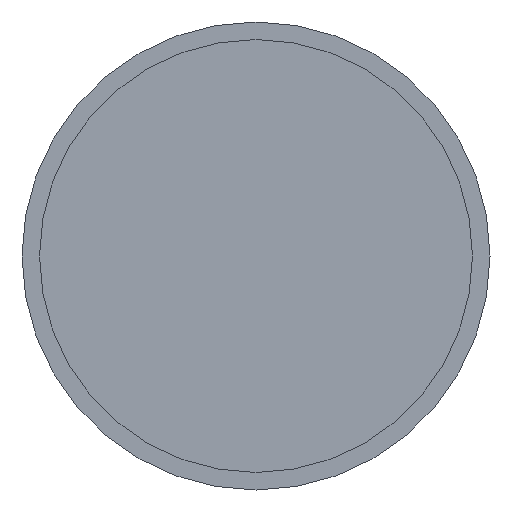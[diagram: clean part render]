
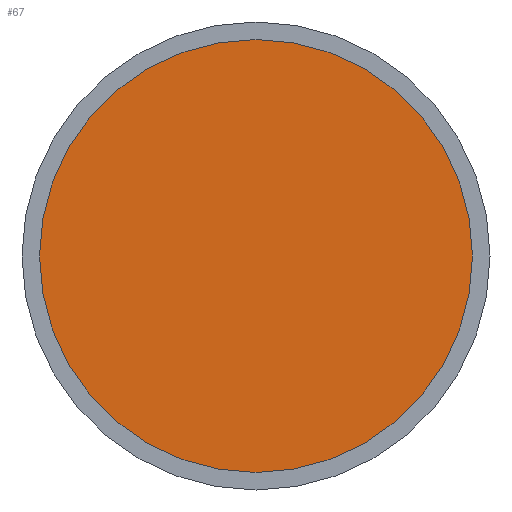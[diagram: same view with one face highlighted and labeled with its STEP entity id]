
A CAD part, front view. The second image highlights one B-rep face of the part: STEP entity #67.
In plain terms, the highlighted planar face has unit normal (0, -1, 0).
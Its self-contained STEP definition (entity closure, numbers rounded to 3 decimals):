
#67 = ADVANCED_FACE( '', ( #144 ), #145, .F. );
#144 = FACE_OUTER_BOUND( '', #233, .T. );
#145 = PLANE( '', #234 );
#233 = EDGE_LOOP( '', ( #384 ) );
#234 = AXIS2_PLACEMENT_3D( '', #385, #386, #387 );
#384 = ORIENTED_EDGE( '', *, *, #502, .T. );
#385 = CARTESIAN_POINT( '', ( 46.25, 3., 0. ) );
#386 = DIRECTION( '', ( 0., 1., 0. ) );
#387 = DIRECTION( '', ( 0., 0., 1. ) );
#502 = EDGE_CURVE( '', #575, #575, #576, .T. );
#575 = VERTEX_POINT( '', #664 );
#576 = CIRCLE( '', #665, 46.25 );
#664 = CARTESIAN_POINT( '', ( 0., 3., -46.25 ) );
#665 = AXIS2_PLACEMENT_3D( '', #747, #748, #749 );
#747 = CARTESIAN_POINT( '', ( 0., 3., 0. ) );
#748 = DIRECTION( '', ( 0., -1., 0. ) );
#749 = DIRECTION( '', ( 0., 0., -1. ) );
